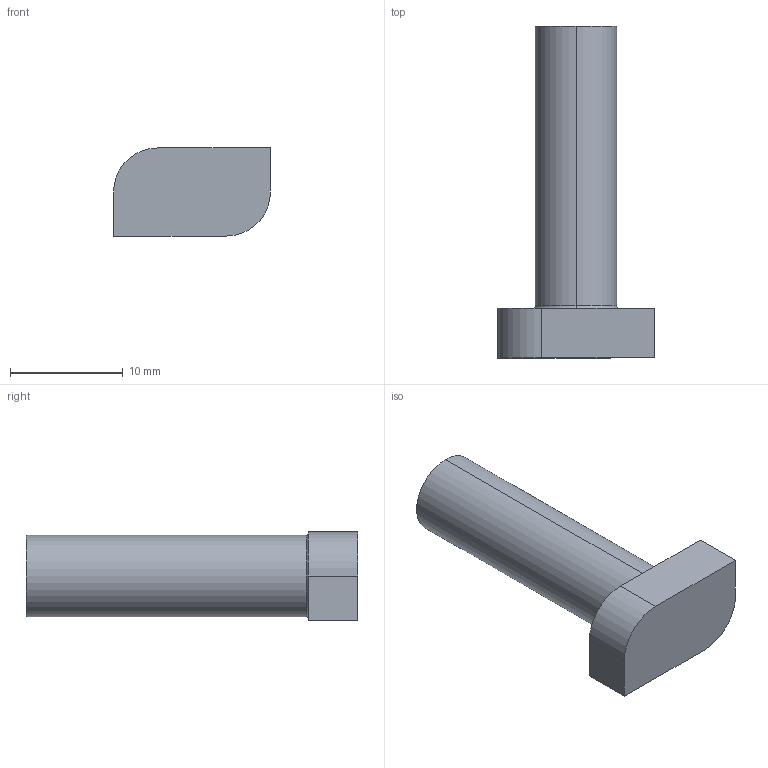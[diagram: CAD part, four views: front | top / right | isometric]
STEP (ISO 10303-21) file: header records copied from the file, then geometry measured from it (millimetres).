
FILE_DESCRIPTION (( 'STEP AP214' ), '1' );
FILE_NAME ('SNSD.30.52.95. Ò-Áîëò Ì8õ25, ïàç 8(D63).STEP', '2015-12-10T07:58:33', ( '' ), ( '' ), 'SwSTEP 2.0', 'SolidWorks 2014', '' );
FILE_SCHEMA (( 'AUTOMOTIVE_DESIGN' ));
Length unit declared in the file: millimetre
Products named in the file (2): SNSD.30.52.95. Ò-Áîëò Ì8õ25, ïàç 8(D63)
Bounding box: 13.9 x 29.4 x 7.8 mm (x, y, z)
Volume: 1466.4 mm3; surface area: 943.6 mm2
Topology: 1 solids, 1 shells, 13 faces, 28 edges, 18 vertices
Faces by surface type: plane 7, cylinder 4, torus 2
Entity records: 429 total; most frequent: DIRECTION 70, CARTESIAN_POINT 61, ORIENTED_EDGE 56, EDGE_CURVE 28, AXIS2_PLACEMENT_3D 27, VERTEX_POINT 18, LINE 16, VECTOR 16
